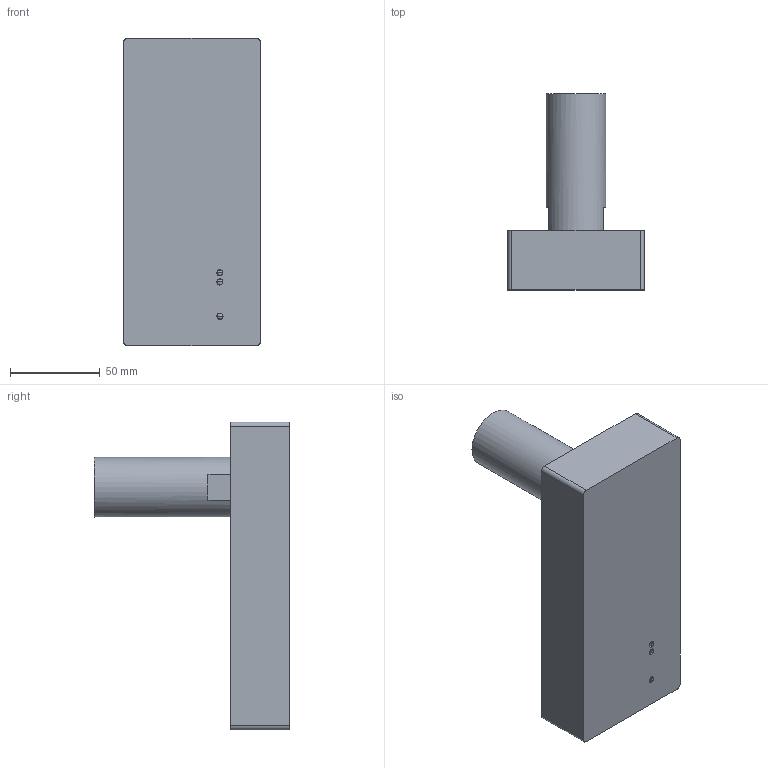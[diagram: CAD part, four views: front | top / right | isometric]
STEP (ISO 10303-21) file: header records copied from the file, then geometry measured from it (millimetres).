
FILE_DESCRIPTION(/* description */ (''),/* implementation_level */ '2;1');
FILE_NAME(/* name */ 'ACTIV_10G_Simplify.stp',/* time_stamp */ '2025-04-25T10:48:44-04:00',/* author */ ('djm.electronics'),/* organization */ (''),/* preprocessor_version */ 'ST-DEVELOPER v20',/* originating_system */ 'Autodesk Inventor 2025',/* authorisation */ '');
FILE_SCHEMA (('AUTOMOTIVE_DESIGN { 1 0 10303 214 3 1 1 }'));
Products named in the file (3): ACTIV_10G_Simplify; ACTIV_10G_Simplify_1; ACTIV_10G-PIPE
Assembly tree (2 placements, depth 2):
  ACTIV_10G_Simplify
    ACTIV_10G_Simplify_1
    ACTIV_10G-PIPE
Bounding box: 76.2 x 109.22 x 171.58 mm (x, y, z)
Volume: 425082.1 mm3; surface area: 89610 mm2
Topology: 2 solids, 140 shells, 2251 faces, 6520 edges, 4350 vertices
Faces by surface type: plane 1524, cylinder 593, bspline 79, torus 20, sphere 18, cone 17
Full cylindrical faces by diameter (mm): 2.921 x3, 3.429 x3, 8.89 x1, 21.517 x1, 24.028 x1, 25.4 x1, 25.654 x1, 33.401 x1
Entity records: 81926 total; most frequent: CARTESIAN_POINT 19152, ORIENTED_EDGE 12603, DIRECTION 11951, EDGE_CURVE 6510, LINE 5089, VECTOR 5089, VERTEX_POINT 4350, AXIS2_PLACEMENT_3D 3431
